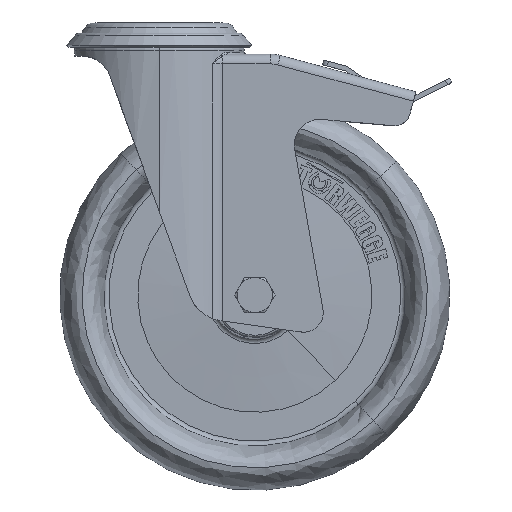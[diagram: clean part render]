
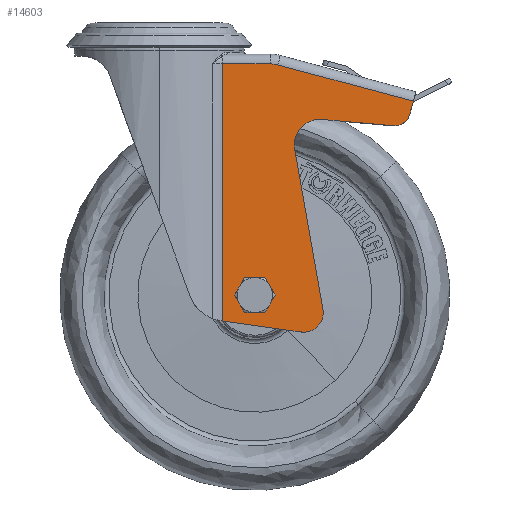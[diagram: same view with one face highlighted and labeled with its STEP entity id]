
A CAD part, top view. The second image highlights one B-rep face of the part: STEP entity #14603.
In plain terms, the highlighted planar face has unit normal (0, 0, 1).
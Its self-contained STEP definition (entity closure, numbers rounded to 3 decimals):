
#150 = ORIENTED_EDGE ( 'NONE', *, *, #4129, .T. ) ;
#265 = DIRECTION ( 'NONE',  ( 0.259, 0.966, 0. ) ) ;
#517 = ORIENTED_EDGE ( 'NONE', *, *, #12468, .F. ) ;
#565 = DIRECTION ( 'NONE',  ( 0., 0., -1. ) ) ;
#578 = ORIENTED_EDGE ( 'NONE', *, *, #13453, .T. ) ;
#588 = DIRECTION ( 'NONE',  ( 1., 0., 0. ) ) ;
#742 = LINE ( 'NONE', #5470, #16746 ) ;
#1011 = LINE ( 'NONE', #14532, #12927 ) ;
#1195 = DIRECTION ( 'NONE',  ( -1., 0., 0. ) ) ;
#1322 = VERTEX_POINT ( 'NONE', #3751 ) ;
#1355 = VERTEX_POINT ( 'NONE', #18491 ) ;
#1511 = CIRCLE ( 'NONE', #10143, 6.15 ) ;
#1549 = CARTESIAN_POINT ( 'NONE',  ( 130.206, -40.622, 32. ) ) ;
#1675 = ORIENTED_EDGE ( 'NONE', *, *, #16155, .T. ) ;
#2152 = VERTEX_POINT ( 'NONE', #6225 ) ;
#2353 = EDGE_CURVE ( 'NONE', #4266, #9155, #5737, .T. ) ;
#2428 = VERTEX_POINT ( 'NONE', #4473 ) ;
#2514 = EDGE_LOOP ( 'NONE', ( #15926, #10483 ) ) ;
#2618 = CARTESIAN_POINT ( 'NONE',  ( 66.5, -48.5, 32. ) ) ;
#2840 = CARTESIAN_POINT ( 'NONE',  ( 104.922, -33.847, 32. ) ) ;
#2908 = CARTESIAN_POINT ( 'NONE',  ( 74.067, -149., 32. ) ) ;
#3019 = ORIENTED_EDGE ( 'NONE', *, *, #14838, .T. ) ;
#3369 = DIRECTION ( 'NONE',  ( -1., 0., 0. ) ) ;
#3403 = CIRCLE ( 'NONE', #6178, 8. ) ;
#3407 = EDGE_LOOP ( 'NONE', ( #517, #4803, #150, #17414, #3019, #12825, #4568, #6140, #1675, #13019, #578 ) ) ;
#3550 = VECTOR ( 'NONE', #9302, 1000. ) ;
#3744 = VERTEX_POINT ( 'NONE', #1549 ) ;
#3751 = CARTESIAN_POINT ( 'NONE',  ( 55.15, -140., 32. ) ) ;
#3785 = DIRECTION ( 'NONE',  ( 0., 0., 1. ) ) ;
#4129 = EDGE_CURVE ( 'NONE', #16235, #13825, #17762, .T. ) ;
#4183 = AXIS2_PLACEMENT_3D ( 'NONE', #15247, #3785, #588 ) ;
#4266 = VERTEX_POINT ( 'NONE', #5042 ) ;
#4368 = DIRECTION ( 'NONE',  ( -1., 0., 0. ) ) ;
#4416 = AXIS2_PLACEMENT_3D ( 'NONE', #2908, #14236, #4368 ) ;
#4473 = CARTESIAN_POINT ( 'NONE',  ( 128.422, -47.281, 32. ) ) ;
#4512 = CARTESIAN_POINT ( 'NONE',  ( 131.5, -35.792, 32. ) ) ;
#4568 = ORIENTED_EDGE ( 'NONE', *, *, #13478, .T. ) ;
#4803 = ORIENTED_EDGE ( 'NONE', *, *, #15444, .T. ) ;
#5000 = CARTESIAN_POINT ( 'NONE',  ( 56.867, -36.5, 32. ) ) ;
#5042 = CARTESIAN_POINT ( 'NONE',  ( 83.377, -49.977, 32. ) ) ;
#5470 = CARTESIAN_POINT ( 'NONE',  ( 72.675, -158.903, 32. ) ) ;
#5651 = DIRECTION ( 'NONE',  ( -0.966, 0.259, 0. ) ) ;
#5737 = LINE ( 'NONE', #14614, #14841 ) ;
#5777 = EDGE_CURVE ( 'NONE', #11074, #1322, #1511, .T. ) ;
#6091 = CARTESIAN_POINT ( 'NONE',  ( 56.867, -21.5, 32. ) ) ;
#6140 = ORIENTED_EDGE ( 'NONE', *, *, #2353, .T. ) ;
#6178 = AXIS2_PLACEMENT_3D ( 'NONE', #9631, #16809, #18386 ) ;
#6184 = CARTESIAN_POINT ( 'NONE',  ( 72.675, -158.903, 32. ) ) ;
#6225 = CARTESIAN_POINT ( 'NONE',  ( 60.749, -22.011, 32. ) ) ;
#6317 = VECTOR ( 'NONE', #5651, 1000. ) ;
#6564 = AXIS2_PLACEMENT_3D ( 'NONE', #12848, #16760, #9581 ) ;
#6989 = DIRECTION ( 'NONE',  ( -1., 0., 0. ) ) ;
#7276 = CIRCLE ( 'NONE', #4183, 6.15 ) ;
#8185 = CARTESIAN_POINT ( 'NONE',  ( 49., -140., 32. ) ) ;
#8343 = EDGE_CURVE ( 'NONE', #2428, #3744, #13599, .T. ) ;
#8414 = DIRECTION ( 'NONE',  ( -0.174, 0.985, 0. ) ) ;
#8542 = CARTESIAN_POINT ( 'NONE',  ( 82.244, -62.927, 32. ) ) ;
#9155 = VERTEX_POINT ( 'NONE', #11650 ) ;
#9302 = DIRECTION ( 'NONE',  ( 0., -1., 0. ) ) ;
#9581 = DIRECTION ( 'NONE',  ( -1., 0., 0. ) ) ;
#9631 = CARTESIAN_POINT ( 'NONE',  ( 120.694, -45.211, 32. ) ) ;
#10143 = AXIS2_PLACEMENT_3D ( 'NONE', #8185, #18860, #16924 ) ;
#10483 = ORIENTED_EDGE ( 'NONE', *, *, #5777, .F. ) ;
#10742 = EDGE_CURVE ( 'NONE', #1355, #17128, #11409, .T. ) ;
#10941 = VERTEX_POINT ( 'NONE', #6184 ) ;
#11074 = VERTEX_POINT ( 'NONE', #17488 ) ;
#11346 = FACE_BOUND ( 'NONE', #2514, .T. ) ;
#11409 = LINE ( 'NONE', #2618, #12309 ) ;
#11650 = CARTESIAN_POINT ( 'NONE',  ( 119.997, -53.18, 32. ) ) ;
#11922 = EDGE_CURVE ( 'NONE', #13825, #10941, #742, .T. ) ;
#12158 = CARTESIAN_POINT ( 'NONE',  ( 69.442, -65.185, 32. ) ) ;
#12309 = VECTOR ( 'NONE', #8414, 1000. ) ;
#12468 = EDGE_CURVE ( 'NONE', #14645, #2152, #16755, .T. ) ;
#12478 = AXIS2_PLACEMENT_3D ( 'NONE', #5000, #565, #3369 ) ;
#12776 = CARTESIAN_POINT ( 'NONE',  ( 32.438, -153.248, 32. ) ) ;
#12825 = ORIENTED_EDGE ( 'NONE', *, *, #10742, .T. ) ;
#12848 = CARTESIAN_POINT ( 'NONE',  ( 74.067, -149., 32. ) ) ;
#12927 = VECTOR ( 'NONE', #6989, 1000. ) ;
#13019 = ORIENTED_EDGE ( 'NONE', *, *, #8343, .T. ) ;
#13453 = EDGE_CURVE ( 'NONE', #3744, #2152, #18855, .T. ) ;
#13478 = EDGE_CURVE ( 'NONE', #17128, #4266, #15851, .T. ) ;
#13599 = LINE ( 'NONE', #4512, #14586 ) ;
#13825 = VERTEX_POINT ( 'NONE', #12776 ) ;
#14017 = EDGE_CURVE ( 'NONE', #1322, #11074, #7276, .T. ) ;
#14236 = DIRECTION ( 'NONE',  ( 0., 0., -1. ) ) ;
#14416 = DIRECTION ( 'NONE',  ( 0., 0., -1. ) ) ;
#14532 = CARTESIAN_POINT ( 'NONE',  ( 74.067, -21.5, 32. ) ) ;
#14586 = VECTOR ( 'NONE', #265, 1000. ) ;
#14603 = ADVANCED_FACE ( 'NONE', ( #11346, #16214 ), #17179, .F. ) ;
#14614 = CARTESIAN_POINT ( 'NONE',  ( 126.684, -53.765, 32. ) ) ;
#14645 = VERTEX_POINT ( 'NONE', #6091 ) ;
#14811 = CARTESIAN_POINT ( 'NONE',  ( 32.438, -149., 32. ) ) ;
#14838 = EDGE_CURVE ( 'NONE', #10941, #1355, #17006, .T. ) ;
#14841 = VECTOR ( 'NONE', #17276, 1000. ) ;
#15247 = CARTESIAN_POINT ( 'NONE',  ( 49., -140., 32. ) ) ;
#15444 = EDGE_CURVE ( 'NONE', #14645, #16235, #1011, .T. ) ;
#15772 = CARTESIAN_POINT ( 'NONE',  ( 32.438, -21.5, 32. ) ) ;
#15851 = CIRCLE ( 'NONE', #18655, 13. ) ;
#15926 = ORIENTED_EDGE ( 'NONE', *, *, #14017, .F. ) ;
#16155 = EDGE_CURVE ( 'NONE', #9155, #2428, #3403, .T. ) ;
#16214 = FACE_OUTER_BOUND ( 'NONE', #3407, .T. ) ;
#16235 = VERTEX_POINT ( 'NONE', #15772 ) ;
#16746 = VECTOR ( 'NONE', #16917, 1000. ) ;
#16755 = CIRCLE ( 'NONE', #12478, 15. ) ;
#16760 = DIRECTION ( 'NONE',  ( 0., 0., 1. ) ) ;
#16809 = DIRECTION ( 'NONE',  ( 0., 0., 1. ) ) ;
#16917 = DIRECTION ( 'NONE',  ( 0.99, -0.139, 0. ) ) ;
#16924 = DIRECTION ( 'NONE',  ( 1., 0., 0. ) ) ;
#17006 = CIRCLE ( 'NONE', #6564, 10. ) ;
#17128 = VERTEX_POINT ( 'NONE', #12158 ) ;
#17179 = PLANE ( 'NONE',  #4416 ) ;
#17276 = DIRECTION ( 'NONE',  ( 0.996, -0.087, 0. ) ) ;
#17414 = ORIENTED_EDGE ( 'NONE', *, *, #11922, .T. ) ;
#17488 = CARTESIAN_POINT ( 'NONE',  ( 42.85, -140., 32. ) ) ;
#17762 = LINE ( 'NONE', #14811, #3550 ) ;
#18386 = DIRECTION ( 'NONE',  ( -1., 0., 0. ) ) ;
#18491 = CARTESIAN_POINT ( 'NONE',  ( 83.915, -147.264, 32. ) ) ;
#18655 = AXIS2_PLACEMENT_3D ( 'NONE', #8542, #14416, #1195 ) ;
#18855 = LINE ( 'NONE', #2840, #6317 ) ;
#18860 = DIRECTION ( 'NONE',  ( 0., 0., 1. ) ) ;
